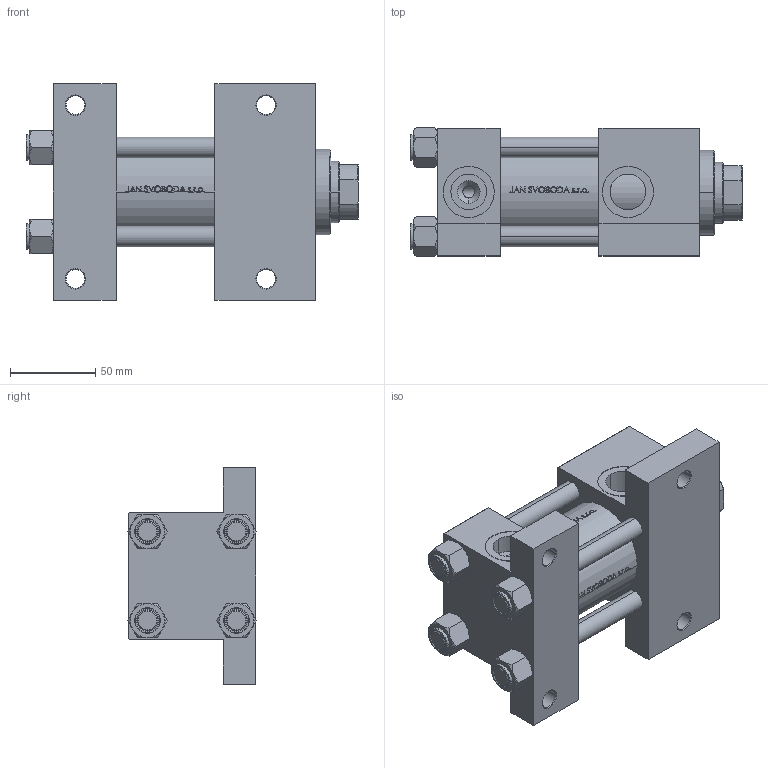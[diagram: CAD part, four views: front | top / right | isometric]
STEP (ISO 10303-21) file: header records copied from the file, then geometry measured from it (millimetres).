
FILE_DESCRIPTION (( 'STEP AP203' ), '1' );
FILE_NAME ('2531.STEP', '2023-10-25T08:01:45', ( '' ), ( '' ), 'SwSTEP 2.0', 'SolidWorks 2019', '' );
FILE_SCHEMA (( 'CONFIG_CONTROL_DESIGN' ));
Length unit declared in the file: millimetre
Products named in the file (6): V215CR_VCP_G a7c10674932490cee9d6219d73e712bd; V215_VC_A a7c10674932490cee9d6219d73e712bd; V215CR_G_TYCINKA a7c10674932490cee9d6219d73e712bd; V215CR_G_Body a7c10674932490cee9d6219d73e712bd; 2531; NUT_M5_G a7c10674932490cee9d6219d73e712bd
Assembly tree (11 placements, depth 2):
  2531
    V215CR_G_Body a7c10674932490cee9d6219d73e712bd
    V215CR_VCP_G a7c10674932490cee9d6219d73e712bd
    V215CR_G_TYCINKA a7c10674932490cee9d6219d73e712bd  x4
    NUT_M5_G a7c10674932490cee9d6219d73e712bd  x4
    V215_VC_A a7c10674932490cee9d6219d73e712bd
Bounding box: 195 x 75.54 x 127 mm (x, y, z)
Volume: 784928 mm3; surface area: 167528.2 mm2
Topology: 11 solids, 11 shells, 1087 faces, 2748 edges, 1765 vertices
Faces by surface type: plane 431, bspline 380, cone 144, cylinder 124, torus 8
Entity records: 47492 total; most frequent: CARTESIAN_POINT 25933, ORIENTED_EDGE 4988, DIRECTION 3036, EDGE_CURVE 2494, VERTEX_POINT 1621, VECTOR 1292, LINE 1292, EDGE_LOOP 1069
